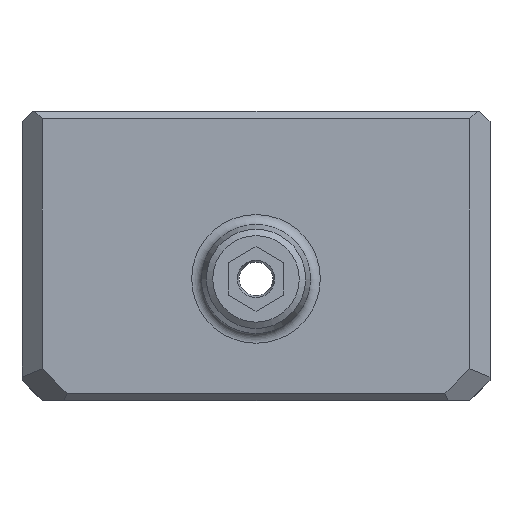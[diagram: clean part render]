
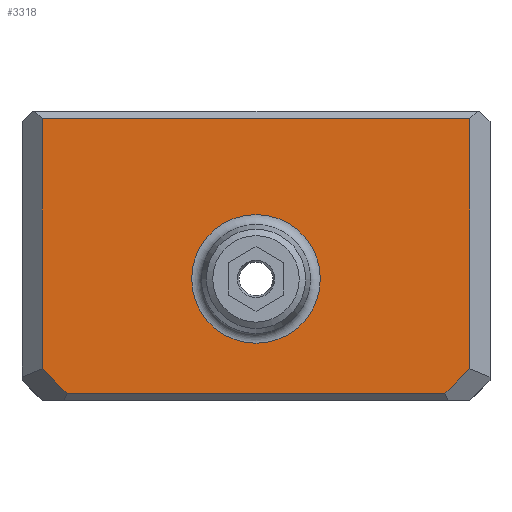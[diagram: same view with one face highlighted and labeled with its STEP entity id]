
A CAD part, front view. The second image highlights one B-rep face of the part: STEP entity #3318.
In plain terms, the highlighted planar face has unit normal (0, -1, 0).
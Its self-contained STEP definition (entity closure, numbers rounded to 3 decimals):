
#85=FACE_BOUND('',#501,.T.);
#156=PLANE('',#3558);
#306=FACE_OUTER_BOUND('',#500,.T.);
#500=EDGE_LOOP('',(#2635,#2636,#2637,#2638,#2639,#2640));
#501=EDGE_LOOP('',(#2641,#2642));
#810=LINE('',#5300,#1151);
#815=LINE('',#5307,#1156);
#816=LINE('',#5310,#1157);
#817=LINE('',#5312,#1158);
#818=LINE('',#5314,#1159);
#819=LINE('',#5315,#1160);
#1151=VECTOR('',#4172,10.);
#1156=VECTOR('',#4179,10.);
#1157=VECTOR('',#4182,10.);
#1158=VECTOR('',#4183,10.);
#1159=VECTOR('',#4184,10.);
#1160=VECTOR('',#4185,10.);
#1332=CIRCLE('',#3559,6.321);
#1333=CIRCLE('',#3560,6.321);
#1587=VERTEX_POINT('',#5297);
#1588=VERTEX_POINT('',#5299);
#1589=VERTEX_POINT('',#5305);
#1590=VERTEX_POINT('',#5309);
#1591=VERTEX_POINT('',#5311);
#1592=VERTEX_POINT('',#5313);
#1593=VERTEX_POINT('',#5316);
#1594=VERTEX_POINT('',#5317);
#1965=EDGE_CURVE('',#1588,#1587,#810,.T.);
#1970=EDGE_CURVE('',#1587,#1589,#815,.F.);
#1971=EDGE_CURVE('',#1589,#1590,#816,.T.);
#1972=EDGE_CURVE('',#1590,#1591,#817,.F.);
#1973=EDGE_CURVE('',#1591,#1592,#818,.T.);
#1974=EDGE_CURVE('',#1592,#1588,#819,.T.);
#1975=EDGE_CURVE('',#1593,#1594,#1332,.T.);
#1976=EDGE_CURVE('',#1594,#1593,#1333,.T.);
#2635=ORIENTED_EDGE('',*,*,#1965,.T.);
#2636=ORIENTED_EDGE('',*,*,#1970,.T.);
#2637=ORIENTED_EDGE('',*,*,#1971,.T.);
#2638=ORIENTED_EDGE('',*,*,#1972,.T.);
#2639=ORIENTED_EDGE('',*,*,#1973,.T.);
#2640=ORIENTED_EDGE('',*,*,#1974,.T.);
#2641=ORIENTED_EDGE('',*,*,#1975,.T.);
#2642=ORIENTED_EDGE('',*,*,#1976,.T.);
#3318=ADVANCED_FACE('',(#306,#85),#156,.F.);
#3558=AXIS2_PLACEMENT_3D('',#5308,#4180,#4181);
#3559=AXIS2_PLACEMENT_3D('',#5318,#4186,#4187);
#3560=AXIS2_PLACEMENT_3D('',#5319,#4188,#4189);
#4172=DIRECTION('',(0.,0.,-1.));
#4179=DIRECTION('',(-0.707,0.,0.707));
#4180=DIRECTION('center_axis',(0.,1.,0.));
#4181=DIRECTION('ref_axis',(1.,0.,0.));
#4182=DIRECTION('',(1.,0.,0.));
#4183=DIRECTION('',(-0.707,0.,-0.707));
#4184=DIRECTION('',(0.,0.,1.));
#4185=DIRECTION('',(-1.,0.,0.));
#4186=DIRECTION('center_axis',(0.,1.,0.));
#4187=DIRECTION('ref_axis',(0.,0.,
1.));
#4188=DIRECTION('center_axis',(0.,1.,0.));
#4189=DIRECTION('ref_axis',(0.,0.,
1.));
#5297=CARTESIAN_POINT('',(-21.,-10.,-25.318));
#5299=CARTESIAN_POINT('',(-21.,-10.,-0.75));
#5300=CARTESIAN_POINT('',(-21.,-10.,0.));
#5305=CARTESIAN_POINT('',(-18.568,-10.,-27.75));
#5307=CARTESIAN_POINT('',(-31.097,-10.,-15.222));
#5308=CARTESIAN_POINT('Origin',(-23.,-10.,0.));
#5309=CARTESIAN_POINT('',(18.568,-10.,-27.75));
#5310=CARTESIAN_POINT('',(-11.5,-10.,-27.75));
#5311=CARTESIAN_POINT('',(21.,-10.,-25.318));
#5312=CARTESIAN_POINT('',(13.847,-10.,-32.472));
#5313=CARTESIAN_POINT('',(21.,-10.,-0.75));
#5314=CARTESIAN_POINT('',(21.,-10.,0.));
#5315=CARTESIAN_POINT('',(-11.5,-10.,-0.75));
#5316=CARTESIAN_POINT('',(0.,-10.,-22.821));
#5317=CARTESIAN_POINT('',(0.,-10.,-10.179));
#5318=CARTESIAN_POINT('Origin',(0.,-10.,-16.5));
#5319=CARTESIAN_POINT('Origin',(0.,-10.,-16.5));
